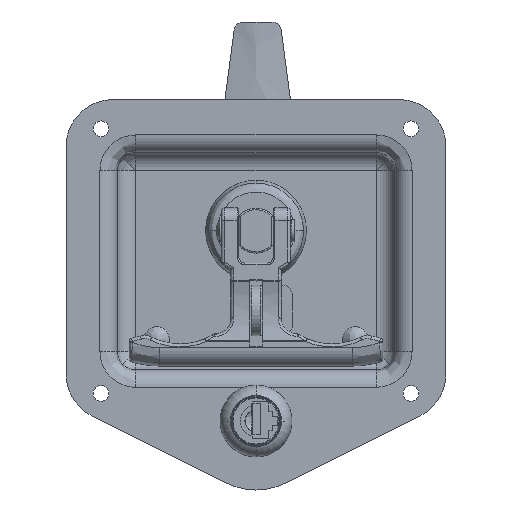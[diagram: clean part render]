
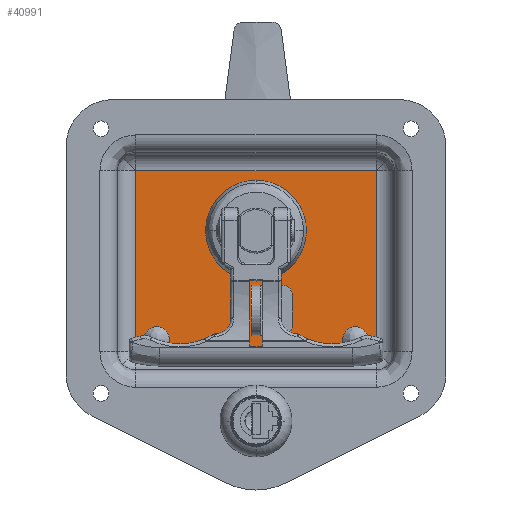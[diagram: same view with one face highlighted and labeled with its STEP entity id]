
A CAD part, front view. The second image highlights one B-rep face of the part: STEP entity #40991.
In plain terms, the highlighted planar face has unit normal (0, -1, 0).
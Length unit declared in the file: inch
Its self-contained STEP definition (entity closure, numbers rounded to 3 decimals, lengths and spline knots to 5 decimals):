
#882 = PLANE ( 'NONE',  #7666 ) ;
#1758 = CARTESIAN_POINT ( 'NONE',  ( -1.50591, 0.70472, -1.53102 ) ) ;
#2441 = DIRECTION ( 'NONE',  ( 0., 0., -1. ) ) ;
#5206 = VECTOR ( 'NONE', #6001, 39.37008 ) ;
#5266 = CIRCLE ( 'NONE', #20392, 0.10039 ) ;
#6001 = DIRECTION ( 'NONE',  ( -1., 0., 0. ) ) ;
#6970 = CARTESIAN_POINT ( 'NONE',  ( -1.24016, 0.70472, -1.35827 ) ) ;
#7666 = AXIS2_PLACEMENT_3D ( 'NONE', #111775, #51567, #2441 ) ;
#8489 = VECTOR ( 'NONE', #37482, 39.37008 ) ;
#11369 = DIRECTION ( 'NONE',  ( 0., 0., 1. ) ) ;
#12555 = VECTOR ( 'NONE', #155487, 39.37008 ) ;
#13704 = CARTESIAN_POINT ( 'NONE',  ( 1.52413, 0.70472, -1.5128 ) ) ;
#18240 = VERTEX_POINT ( 'NONE', #23540 ) ;
#19186 = VERTEX_POINT ( 'NONE', #81829 ) ;
#20392 = AXIS2_PLACEMENT_3D ( 'NONE', #108238, #38483, #135121 ) ;
#21860 = CIRCLE ( 'NONE', #80158, 0.2815 ) ;
#23540 = CARTESIAN_POINT ( 'NONE',  ( 1.24016, 0.70472, -1.25787 ) ) ;
#24014 = CARTESIAN_POINT ( 'NONE',  ( 1.50591, 0.70472, 0.76921 ) ) ;
#24636 = CARTESIAN_POINT ( 'NONE',  ( 1.24016, 0.70472, -1.45866 ) ) ;
#27498 = AXIS2_PLACEMENT_3D ( 'NONE', #6970, #55316, #151934 ) ;
#27910 = CIRCLE ( 'NONE', #96228, 0.10039 ) ;
#28081 = VERTEX_POINT ( 'NONE', #24636 ) ;
#28285 = VERTEX_POINT ( 'NONE', #110801 ) ;
#29940 = ORIENTED_EDGE ( 'NONE', *, *, #96144, .T. ) ;
#30973 = CARTESIAN_POINT ( 'NONE',  ( -1.24016, 0.70472, -1.25787 ) ) ;
#31520 = CARTESIAN_POINT ( 'NONE',  ( 0., 0.70472, 0. ) ) ;
#37482 = DIRECTION ( 'NONE',  ( 1., 0., 0. ) ) ;
#38483 = DIRECTION ( 'NONE',  ( 0., 1., 0. ) ) ;
#40964 = ORIENTED_EDGE ( 'NONE', *, *, #155960, .T. ) ;
#40991 = ADVANCED_FACE ( 'NONE', ( #132417, #147394, #108649, #88007 ), #882, .T. ) ;
#41066 = EDGE_CURVE ( 'NONE', #28081, #18240, #27910, .T. ) ;
#43995 = CARTESIAN_POINT ( 'NONE',  ( -1.52413, 0.70472, 0.75098 ) ) ;
#45172 = AXIS2_PLACEMENT_3D ( 'NONE', #99553, #86126, #97215 ) ;
#50150 = CARTESIAN_POINT ( 'NONE',  ( 1.50591, 0.70472, 0.75098 ) ) ;
#50487 = VERTEX_POINT ( 'NONE', #113963 ) ;
#51567 = DIRECTION ( 'NONE',  ( 0., -1., 0. ) ) ;
#52824 = EDGE_CURVE ( 'NONE', #77617, #124514, #122247, .T. ) ;
#55316 = DIRECTION ( 'NONE',  ( 0., 1., 0. ) ) ;
#55779 = EDGE_CURVE ( 'NONE', #50487, #98473, #147550, .T. ) ;
#57738 = EDGE_CURVE ( 'NONE', #98473, #141248, #117608, .T. ) ;
#61975 = EDGE_LOOP ( 'NONE', ( #102944, #103759, #139874, #29940 ) ) ;
#64487 = VECTOR ( 'NONE', #11369, 39.37008 ) ;
#65890 = DIRECTION ( 'NONE',  ( 0., 0., 1. ) ) ;
#66036 = CARTESIAN_POINT ( 'NONE',  ( 0., 0.70472, 0.2815 ) ) ;
#68859 = ORIENTED_EDGE ( 'NONE', *, *, #52824, .T. ) ;
#70145 = EDGE_LOOP ( 'NONE', ( #139720, #123761 ) ) ;
#72803 = EDGE_CURVE ( 'NONE', #141248, #19186, #126420, .T. ) ;
#77617 = VERTEX_POINT ( 'NONE', #77868 ) ;
#77868 = CARTESIAN_POINT ( 'NONE',  ( 0., 0.70472, -0.2815 ) ) ;
#80158 = AXIS2_PLACEMENT_3D ( 'NONE', #31520, #114720, #116285 ) ;
#81829 = CARTESIAN_POINT ( 'NONE',  ( -1.50591, 0.70472, 0.75098 ) ) ;
#84404 = AXIS2_PLACEMENT_3D ( 'NONE', #137957, #100744, #65890 ) ;
#85772 = LINE ( 'NONE', #1758, #12555 ) ;
#86126 = DIRECTION ( 'NONE',  ( 0., 1., 0. ) ) ;
#86456 = DIRECTION ( 'NONE',  ( 0., 0., 1. ) ) ;
#88007 = FACE_OUTER_BOUND ( 'NONE', #61975, .T. ) ;
#90034 = VERTEX_POINT ( 'NONE', #30973 ) ;
#95826 = CIRCLE ( 'NONE', #27498, 0.10039 ) ;
#96144 = EDGE_CURVE ( 'NONE', #19186, #50487, #85772, .T. ) ;
#96228 = AXIS2_PLACEMENT_3D ( 'NONE', #145053, #145818, #86456 ) ;
#97215 = DIRECTION ( 'NONE',  ( 0., 0., 1. ) ) ;
#98473 = VERTEX_POINT ( 'NONE', #127116 ) ;
#98761 = ORIENTED_EDGE ( 'NONE', *, *, #110540, .T. ) ;
#99553 = CARTESIAN_POINT ( 'NONE',  ( 1.24016, 0.70472, -1.35827 ) ) ;
#100737 = EDGE_CURVE ( 'NONE', #124514, #77617, #21860, .T. ) ;
#100744 = DIRECTION ( 'NONE',  ( 0., 1., 0. ) ) ;
#102944 = ORIENTED_EDGE ( 'NONE', *, *, #55779, .T. ) ;
#103759 = ORIENTED_EDGE ( 'NONE', *, *, #57738, .T. ) ;
#105686 = ORIENTED_EDGE ( 'NONE', *, *, #100737, .T. ) ;
#108238 = CARTESIAN_POINT ( 'NONE',  ( -1.24016, 0.70472, -1.35827 ) ) ;
#108649 = FACE_BOUND ( 'NONE', #128147, .T. ) ;
#110540 = EDGE_CURVE ( 'NONE', #28285, #90034, #95826, .T. ) ;
#110801 = CARTESIAN_POINT ( 'NONE',  ( -1.24016, 0.70472, -1.45866 ) ) ;
#111775 = CARTESIAN_POINT ( 'NONE',  ( 0., 0.70472, 0. ) ) ;
#113463 = CIRCLE ( 'NONE', #45172, 0.10039 ) ;
#113963 = CARTESIAN_POINT ( 'NONE',  ( -1.50591, 0.70472, -1.5128 ) ) ;
#114720 = DIRECTION ( 'NONE',  ( 0., 1., 0. ) ) ;
#115490 = EDGE_CURVE ( 'NONE', #18240, #28081, #113463, .T. ) ;
#116285 = DIRECTION ( 'NONE',  ( 0., 0., 1. ) ) ;
#117608 = LINE ( 'NONE', #24014, #64487 ) ;
#122247 = CIRCLE ( 'NONE', #84404, 0.2815 ) ;
#123722 = EDGE_LOOP ( 'NONE', ( #40964, #98761 ) ) ;
#123761 = ORIENTED_EDGE ( 'NONE', *, *, #41066, .T. ) ;
#124514 = VERTEX_POINT ( 'NONE', #66036 ) ;
#126420 = LINE ( 'NONE', #43995, #5206 ) ;
#127116 = CARTESIAN_POINT ( 'NONE',  ( 1.50591, 0.70472, -1.5128 ) ) ;
#128147 = EDGE_LOOP ( 'NONE', ( #105686, #68859 ) ) ;
#132417 = FACE_BOUND ( 'NONE', #123722, .T. ) ;
#135121 = DIRECTION ( 'NONE',  ( 0., 0., 1. ) ) ;
#137957 = CARTESIAN_POINT ( 'NONE',  ( 0., 0.70472, 0. ) ) ;
#139720 = ORIENTED_EDGE ( 'NONE', *, *, #115490, .T. ) ;
#139874 = ORIENTED_EDGE ( 'NONE', *, *, #72803, .T. ) ;
#141248 = VERTEX_POINT ( 'NONE', #50150 ) ;
#145053 = CARTESIAN_POINT ( 'NONE',  ( 1.24016, 0.70472, -1.35827 ) ) ;
#145818 = DIRECTION ( 'NONE',  ( 0., 1., 0. ) ) ;
#147394 = FACE_BOUND ( 'NONE', #70145, .T. ) ;
#147550 = LINE ( 'NONE', #13704, #8489 ) ;
#151934 = DIRECTION ( 'NONE',  ( 0., 0., 1. ) ) ;
#155487 = DIRECTION ( 'NONE',  ( 0., 0., -1. ) ) ;
#155960 = EDGE_CURVE ( 'NONE', #90034, #28285, #5266, .T. ) ;
